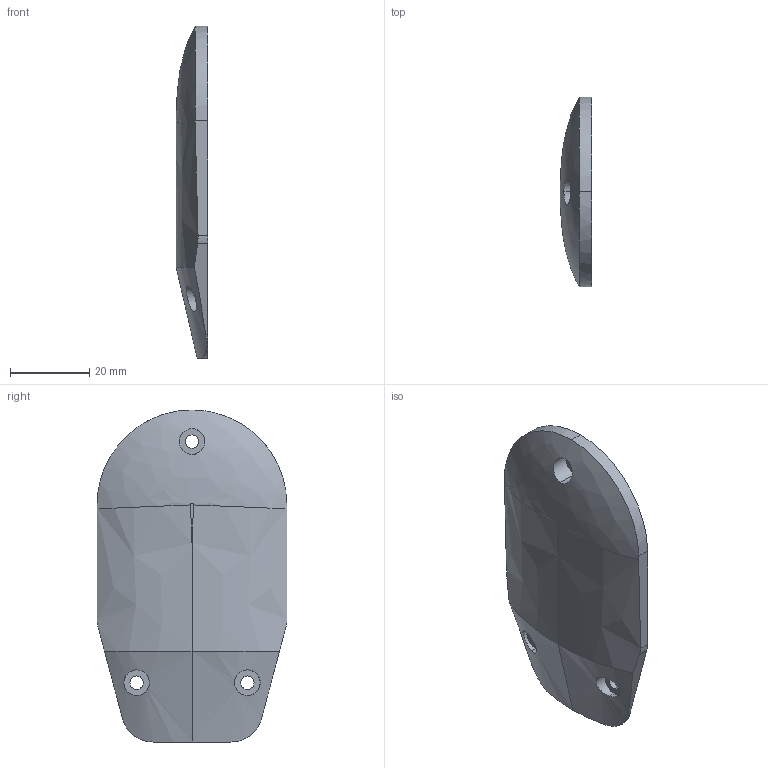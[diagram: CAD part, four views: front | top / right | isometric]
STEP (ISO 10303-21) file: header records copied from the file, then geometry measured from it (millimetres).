
FILE_DESCRIPTION (( 'STEP AP214' ), '1' );
FILE_NAME ('Upper_arm.STEP', '2025-03-31T14:03:34', ( '' ), ( '' ), 'SwSTEP 2.0', 'SolidWorks 2025', '' );
FILE_SCHEMA (( 'AUTOMOTIVE_DESIGN' ));
Length unit declared in the file: millimetre
Products named in the file (1): Upper_arm_part3
Bounding box: 8 x 48 x 84 mm (x, y, z)
Volume: 15856.4 mm3; surface area: 8688.7 mm2
Topology: 1 solids, 1 shells, 53 faces, 137 edges, 91 vertices
Faces by surface type: plane 25, cylinder 23, bspline 5
Entity records: 2159 total; most frequent: CARTESIAN_POINT 869, ORIENTED_EDGE 274, DIRECTION 239, EDGE_CURVE 137, VERTEX_POINT 91, AXIS2_PLACEMENT_3D 83, VECTOR 73, LINE 73
